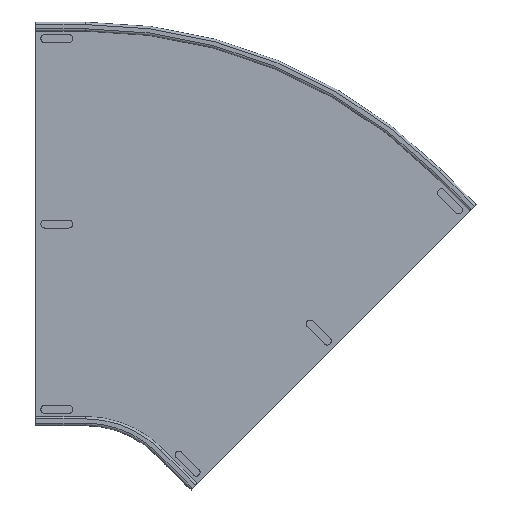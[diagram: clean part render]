
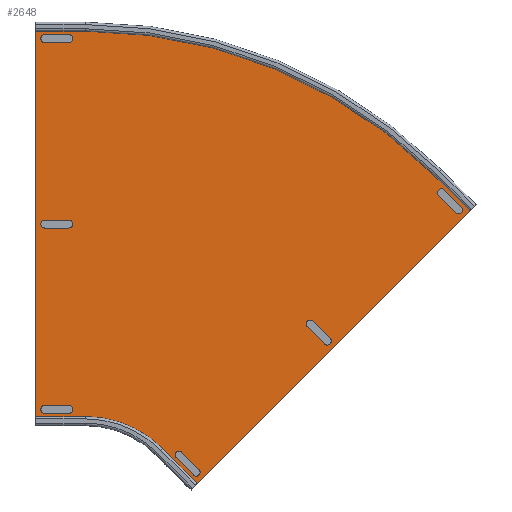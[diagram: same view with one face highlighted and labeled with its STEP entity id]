
A CAD part, top view. The second image highlights one B-rep face of the part: STEP entity #2648.
In plain terms, the highlighted planar face has unit normal (0, 0, 1).
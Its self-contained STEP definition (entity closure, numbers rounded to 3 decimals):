
#116=PLANE('',#2940);
#230=LINE('',#4056,#442);
#273=LINE('',#4196,#485);
#275=LINE('',#4203,#487);
#312=LINE('',#4395,#524);
#332=LINE('',#4482,#544);
#333=LINE('',#4483,#545);
#442=VECTOR('',#3162,1.);
#485=VECTOR('',#3299,1.);
#487=VECTOR('',#3307,1.);
#524=VECTOR('',#3550,1.);
#544=VECTOR('',#3620,1.);
#545=VECTOR('',#3621,1.);
#728=FACE_OUTER_BOUND('',#878,.T.);
#878=EDGE_LOOP('',(#2234,#2235,#2236,#2237,#2238,#2239,#2240,#2241));
#1044=CIRCLE('',#2881,102.9);
#1046=CIRCLE('',#2884,499.498);
#1174=VERTEX_POINT('',#4054);
#1175=VERTEX_POINT('',#4055);
#1225=VERTEX_POINT('',#4195);
#1227=VERTEX_POINT('',#4201);
#1263=VERTEX_POINT('',#4337);
#1265=VERTEX_POINT('',#4342);
#1278=VERTEX_POINT('',#4393);
#1279=VERTEX_POINT('',#4394);
#1472=EDGE_CURVE('',#1174,#1175,#230,.T.);
#1543=EDGE_CURVE('',#1174,#1225,#273,.T.);
#1547=EDGE_CURVE('',#1175,#1227,#275,.T.);
#1615=EDGE_CURVE('',#1263,#1225,#1044,.T.);
#1617=EDGE_CURVE('',#1265,#1227,#1046,.T.);
#1642=EDGE_CURVE('',#1278,#1279,#312,.T.);
#1686=EDGE_CURVE('',#1265,#1278,#332,.T.);
#1687=EDGE_CURVE('',#1263,#1279,#333,.T.);
#2234=ORIENTED_EDGE('',*,*,#1686,.T.);
#2235=ORIENTED_EDGE('',*,*,#1642,.T.);
#2236=ORIENTED_EDGE('',*,*,#1687,.F.);
#2237=ORIENTED_EDGE('',*,*,#1615,.T.);
#2238=ORIENTED_EDGE('',*,*,#1543,.F.);
#2239=ORIENTED_EDGE('',*,*,#1472,.T.);
#2240=ORIENTED_EDGE('',*,*,#1547,.T.);
#2241=ORIENTED_EDGE('',*,*,#1617,.F.);
#2648=ADVANCED_FACE('',(#728),#116,.T.);
#2881=AXIS2_PLACEMENT_3D('',#4339,#3475,#3476);
#2884=AXIS2_PLACEMENT_3D('',#4344,#3481,#3482);
#2940=AXIS2_PLACEMENT_3D('',#4481,#3618,#3619);
#3162=DIRECTION('',(0.707,0.707,0.));
#3299=DIRECTION('',(-0.707,0.707,0.));
#3307=DIRECTION('',(-0.707,0.707,0.));
#3475=DIRECTION('center_axis',(0.,0.,
-1.));
#3476=DIRECTION('ref_axis',(-0.707,0.707,0.));
#3481=DIRECTION('center_axis',(0.,0.,-1.));
#3482=DIRECTION('ref_axis',(-0.707,0.707,0.));
#3550=DIRECTION('',(0.,-1.,0.));
#3618=DIRECTION('center_axis',(0.,0.,1.));
#3619=DIRECTION('ref_axis',(0.,1.,0.));
#3620=DIRECTION('',(-1.,0.,0.));
#3621=DIRECTION('',(-1.,0.,0.));
#4054=CARTESIAN_POINT('',(185.054,-59.027,0.9));
#4055=CARTESIAN_POINT('',(465.49,221.41,0.9));
#4056=CARTESIAN_POINT('',(185.054,-59.027,0.9));
#4195=CARTESIAN_POINT('',(150.193,-24.167,0.9));
#4196=CARTESIAN_POINT('',(185.054,-59.027,0.9));
#4201=CARTESIAN_POINT('',(430.63,256.27,0.9));
#4203=CARTESIAN_POINT('',(465.49,221.41,0.9));
#4337=CARTESIAN_POINT('',(77.432,5.972,0.9));
#4339=CARTESIAN_POINT('Origin',(77.432,-96.928,0.9));
#4342=CARTESIAN_POINT('',(77.432,402.57,0.9));
#4344=CARTESIAN_POINT('Origin',(77.432,-96.928,0.9));
#4393=CARTESIAN_POINT('',(28.132,402.57,0.9));
#4394=CARTESIAN_POINT('',(28.132,5.972,0.9));
#4395=CARTESIAN_POINT('',(28.132,354.271,0.9));
#4481=CARTESIAN_POINT('Origin',(77.432,354.271,0.9));
#4482=CARTESIAN_POINT('',(77.432,402.57,0.9));
#4483=CARTESIAN_POINT('',(77.432,5.972,0.9));
